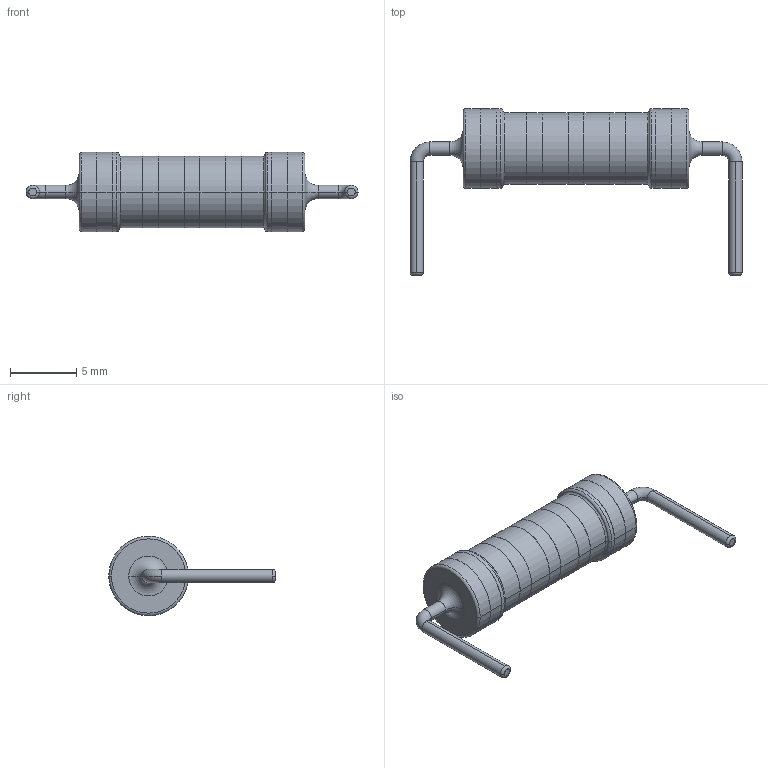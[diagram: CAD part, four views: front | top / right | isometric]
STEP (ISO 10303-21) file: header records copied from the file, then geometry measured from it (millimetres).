
FILE_DESCRIPTION (( 'STEP AP214' ), '1' );
FILE_NAME ('Resistor_3W_H.STEP', '2021-08-26T11:14:05', ( '' ), ( '' ), 'SwSTEP 2.0', 'SolidWorks 2021', '' );
FILE_SCHEMA (( 'AUTOMOTIVE_DESIGN' ));
Length unit declared in the file: millimetre
Products named in the file (1): Resistor_3W_H
Bounding box: 25 x 12.53 x 6 mm (x, y, z)
Volume: 441.7 mm3; surface area: 436.6 mm2
Topology: 1 solids, 1 shells, 72 faces, 150 edges, 92 vertices
Faces by surface type: cylinder 34, torus 24, plane 14
Entity records: 2300 total; most frequent: DIRECTION 412, CARTESIAN_POINT 315, ORIENTED_EDGE 300, AXIS2_PLACEMENT_3D 189, EDGE_CURVE 150, CIRCLE 116, VERTEX_POINT 92, EDGE_LOOP 84
